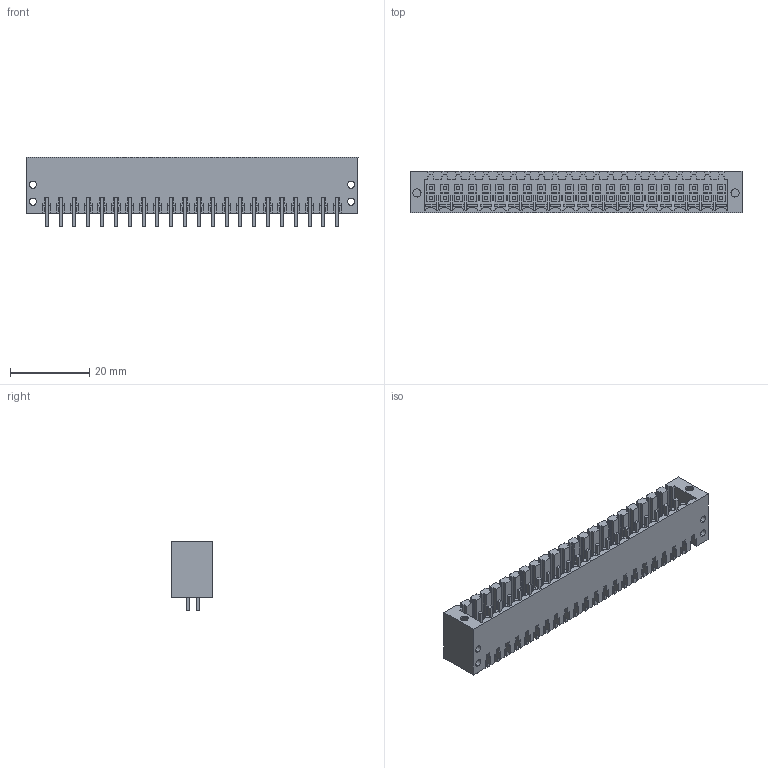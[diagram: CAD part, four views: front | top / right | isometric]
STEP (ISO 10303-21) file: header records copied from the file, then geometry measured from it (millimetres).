
FILE_DESCRIPTION(('CATIA V5 STEP Exchange','CAx-IF Rec.Pracs.--- Model Styling and Organization---1.4--- 2014-01-23'),'2;1');
FILE_NAME ('D1487498_0_2559350000_2559350000.stp','2021-05-26T13:07:10+00:00',('none'),('Weidmueller'),'CATIA Version 5-6 Release 2016 SP3 HF44','CATIA V5 STEP AP214','none');
FILE_SCHEMA(('AUTOMOTIVE_DESIGN { 1 0 10303 214 1 1 1 1 }'));
Products named in the file (1): 2559350000
Bounding box: 84 x 10.5 x 17.7 mm (x, y, z)
Volume: 5654.8 mm3; surface area: 13513.3 mm2
Topology: 45 solids, 45 shells, 2032 faces, 5596 edges, 3727 vertices
Faces by surface type: plane 1972, cylinder 60
Entity records: 60754 total; most frequent: ORIENTED_EDGE 11192, CARTESIAN_POINT 10471, DIRECTION 7890, EDGE_CURVE 5596, VECTOR 5455, LINE 5455, VERTEX_POINT 3727, EDGE_LOOP 2209
